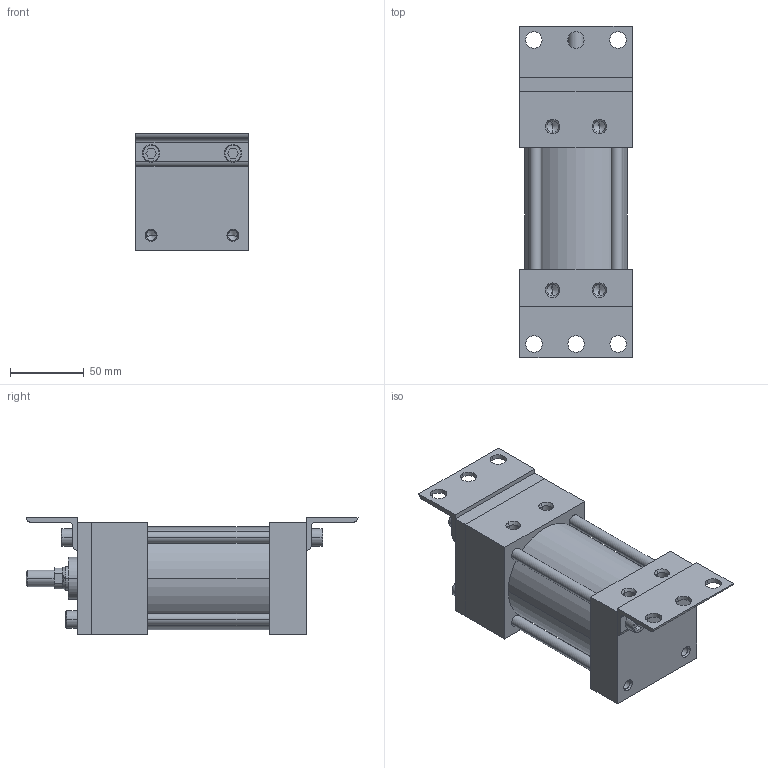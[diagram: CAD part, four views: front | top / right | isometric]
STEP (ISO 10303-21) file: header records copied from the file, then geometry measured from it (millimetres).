
FILE_DESCRIPTION (( 'STEP AP203' ), '1' );
FILE_NAME ('D2AM-3.step', '2020-09-03T19:32:40', ( '' ), ( '' ), 'SwSTEP 2.0', 'SolidWorks 2019', '' );
FILE_SCHEMA (( 'CONFIG_CONTROL_DESIGN' ));
Length unit declared in the file: inch
Products named in the file (6): D240020DT-M_PISTON_KK1; D240020DT-M_BODY; D240020DT-M_2; D2AM-3_1; D2AM-3_2; D2AM-3
Assembly tree (5 placements, depth 3):
  D2AM-3
    D2AM-3_1
    D2AM-3_2
    D240020DT-M_2
      D240020DT-M_BODY
      D240020DT-M_PISTON_KK1
Bounding box: 76.3 x 225.43 x 79.43 mm (x, y, z)
Volume: 627244.7 mm3; surface area: 152551.9 mm2
Topology: 11 solids, 11 shells, 362 faces, 856 edges, 533 vertices
Faces by surface type: plane 136, cylinder 122, cone 104
Entity records: 11180 total; most frequent: CARTESIAN_POINT 2052, DIRECTION 1856, ORIENTED_EDGE 1660, EDGE_CURVE 830, AXIS2_PLACEMENT_3D 693, VERTEX_POINT 533, LINE 470, VECTOR 470
